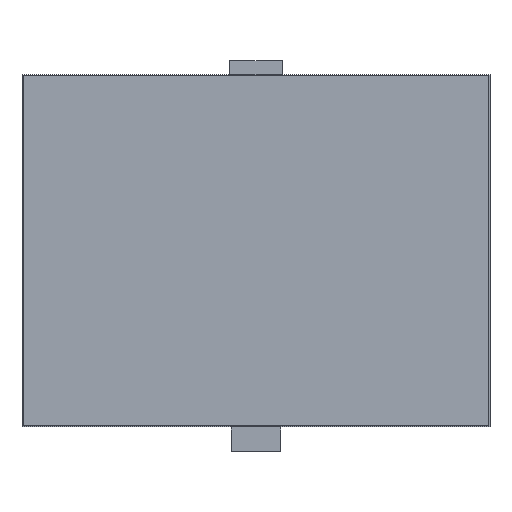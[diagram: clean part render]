
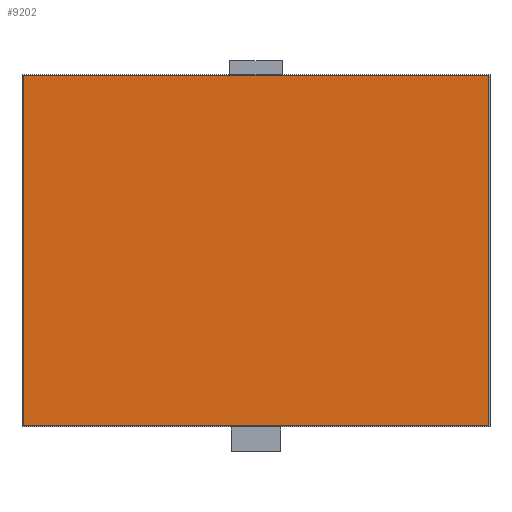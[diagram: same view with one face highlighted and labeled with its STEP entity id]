
A CAD part, front view. The second image highlights one B-rep face of the part: STEP entity #9202.
In plain terms, the highlighted planar face has unit normal (0, -1, 0).
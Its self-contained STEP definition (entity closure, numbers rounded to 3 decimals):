
#599=FACE_OUTER_BOUND('',#1087,.T.);
#1087=EDGE_LOOP('',(#6136,#6137,#6138,#6139));
#1642=LINE('',#12987,#2778);
#1646=LINE('',#12995,#2782);
#1649=LINE('',#13001,#2785);
#1652=LINE('',#13006,#2788);
#2778=VECTOR('',#10500,1000.);
#2782=VECTOR('',#10506,1000.);
#2785=VECTOR('',#10511,1000.);
#2788=VECTOR('',#10516,1000.);
#3914=VERTEX_POINT('',#12985);
#3915=VERTEX_POINT('',#12986);
#3918=VERTEX_POINT('',#12994);
#3920=VERTEX_POINT('',#13000);
#4800=EDGE_CURVE('',#3914,#3915,#1642,.T.);
#4804=EDGE_CURVE('',#3915,#3918,#1646,.T.);
#4807=EDGE_CURVE('',#3918,#3920,#1649,.T.);
#4810=EDGE_CURVE('',#3920,#3914,#1652,.T.);
#6136=ORIENTED_EDGE('',*,*,#4800,.F.);
#6137=ORIENTED_EDGE('',*,*,#4810,.F.);
#6138=ORIENTED_EDGE('',*,*,#4807,.F.);
#6139=ORIENTED_EDGE('',*,*,#4804,.F.);
#8753=PLANE('',#9825);
#9202=ADVANCED_FACE('',(#599),#8753,.T.);
#9825=AXIS2_PLACEMENT_3D('',#13009,#10520,#10521);
#10500=DIRECTION('',(0.,0.,-1.));
#10506=DIRECTION('',(-1.,0.,0.));
#10511=DIRECTION('',(0.,0.,1.));
#10516=DIRECTION('',(1.,0.,0.));
#10520=DIRECTION('center_axis',(0.,-1.,0.));
#10521=DIRECTION('ref_axis',(0.,0.,-1.));
#12985=CARTESIAN_POINT('',(6650.,0.,5000.));
#12986=CARTESIAN_POINT('',(6650.,0.,-5000.));
#12987=CARTESIAN_POINT('',(6650.,0.,5000.));
#12994=CARTESIAN_POINT('',(-6650.,0.,-5000.));
#12995=CARTESIAN_POINT('',(-6650.,0.,-5000.));
#13000=CARTESIAN_POINT('',(-6650.,0.,5000.));
#13001=CARTESIAN_POINT('',(-6650.,0.,5000.));
#13006=CARTESIAN_POINT('',(-6650.,0.,5000.));
#13009=CARTESIAN_POINT('Origin',(0.,0.,0.));
